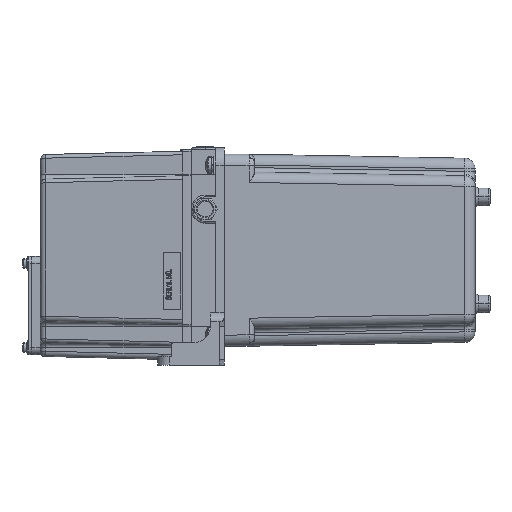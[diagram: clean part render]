
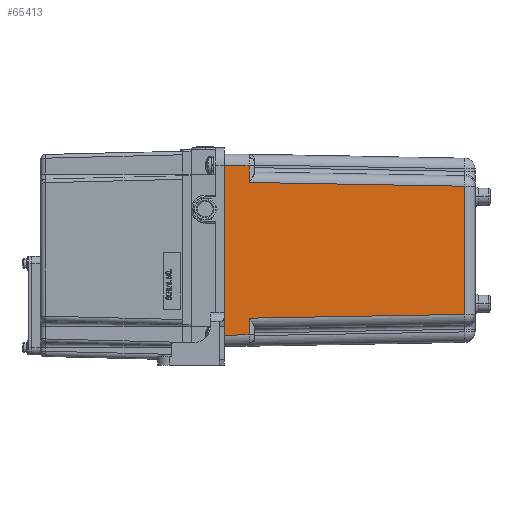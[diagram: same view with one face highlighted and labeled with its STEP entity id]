
A CAD part, left-side view. The second image highlights one B-rep face of the part: STEP entity #65413.
In plain terms, the highlighted planar face has unit normal (-1, -0.018, 0).
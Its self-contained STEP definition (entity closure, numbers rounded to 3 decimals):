
#731 = VERTEX_POINT ( 'NONE', #69118 ) ;
#1262 = VERTEX_POINT ( 'NONE', #29171 ) ;
#2413 = VECTOR ( 'NONE', #35223, 1000. ) ;
#4141 = DIRECTION ( 'NONE',  ( -0.017, 1., 0. ) ) ;
#4901 = FACE_OUTER_BOUND ( 'NONE', #37914, .T. ) ;
#5049 = VECTOR ( 'NONE', #46595, 1000. ) ;
#6125 = LINE ( 'NONE', #64630, #2413 ) ;
#8641 = VERTEX_POINT ( 'NONE', #23227 ) ;
#12410 = VECTOR ( 'NONE', #66747, 1000. ) ;
#14755 = CARTESIAN_POINT ( 'NONE',  ( 2.532, -178.806, -10.031 ) ) ;
#14858 = CARTESIAN_POINT ( 'NONE',  ( 2.5, -177., -113.5 ) ) ;
#15213 = VECTOR ( 'NONE', #45383, 1000. ) ;
#16226 = CARTESIAN_POINT ( 'NONE',  ( 2.5, -177., -113.5 ) ) ;
#16772 = ORIENTED_EDGE ( 'NONE', *, *, #31485, .T. ) ;
#18073 = CARTESIAN_POINT ( 'NONE',  ( 2.798, -194.052, -113.5 ) ) ;
#18621 = CARTESIAN_POINT ( 'NONE',  ( 2.529, -178.64, -19.528 ) ) ;
#23227 = CARTESIAN_POINT ( 'NONE',  ( 2.798, -194.052, -19.797 ) ) ;
#23974 = CARTESIAN_POINT ( 'NONE',  ( 2.5, -177., -107.001 ) ) ;
#24780 = EDGE_CURVE ( 'NONE', #49565, #52674, #56232, .T. ) ;
#25208 = LINE ( 'NONE', #14755, #56638 ) ;
#28893 = LINE ( 'NONE', #35441, #5049 ) ;
#28948 = EDGE_CURVE ( 'NONE', #8641, #43341, #30996, .T. ) ;
#29019 = DIRECTION ( 'NONE',  ( -1., -0.017, 0. ) ) ;
#29171 = CARTESIAN_POINT ( 'NONE',  ( 2.5, -177., -9.999 ) ) ;
#30221 = EDGE_CURVE ( 'NONE', #43341, #1262, #25208, .T. ) ;
#30996 = LINE ( 'NONE', #18073, #53169 ) ;
#31094 = ORIENTED_EDGE ( 'NONE', *, *, #48333, .T. ) ;
#31485 = EDGE_CURVE ( 'NONE', #52388, #731, #28893, .T. ) ;
#31877 = ORIENTED_EDGE ( 'NONE', *, *, #73545, .T. ) ;
#32446 = CARTESIAN_POINT ( 'NONE',  ( 2.798, -194.052, -10.297 ) ) ;
#35223 = DIRECTION ( 'NONE',  ( 0.017, -1., 0.017 ) ) ;
#35307 = DIRECTION ( 'NONE',  ( 0., 0., 1. ) ) ;
#35441 = CARTESIAN_POINT ( 'NONE',  ( 2.798, -194.052, -113.5 ) ) ;
#37082 = ORIENTED_EDGE ( 'NONE', *, *, #24780, .T. ) ;
#37914 = EDGE_LOOP ( 'NONE', ( #31094, #16772, #31877, #37082, #64787, #64190, #68921, #71865 ) ) ;
#38360 = VERTEX_POINT ( 'NONE', #23974 ) ;
#38568 = PLANE ( 'NONE',  #65597 ) ;
#40908 = LINE ( 'NONE', #18621, #12410 ) ;
#41071 = EDGE_CURVE ( 'NONE', #1262, #38360, #69720, .T. ) ;
#42014 = VECTOR ( 'NONE', #44167, 1000. ) ;
#43341 = VERTEX_POINT ( 'NONE', #32446 ) ;
#44167 = DIRECTION ( 'NONE',  ( 0., 0., -1. ) ) ;
#45383 = DIRECTION ( 'NONE',  ( 0.017, -1., 0.017 ) ) ;
#46595 = DIRECTION ( 'NONE',  ( 0., 0., 1. ) ) ;
#48333 = EDGE_CURVE ( 'NONE', #38360, #52388, #67816, .T. ) ;
#49565 = VERTEX_POINT ( 'NONE', #63046 ) ;
#52388 = VERTEX_POINT ( 'NONE', #61937 ) ;
#52674 = VERTEX_POINT ( 'NONE', #59507 ) ;
#53169 = VECTOR ( 'NONE', #35307, 1000. ) ;
#55921 = DIRECTION ( 'NONE',  ( -0.017, 1., 0.017 ) ) ;
#56232 = LINE ( 'NONE', #56643, #71755 ) ;
#56638 = VECTOR ( 'NONE', #55921, 1000. ) ;
#56643 = CARTESIAN_POINT ( 'NONE',  ( 4.946, -317.105, -16.048 ) ) ;
#56991 = CARTESIAN_POINT ( 'NONE',  ( 2.498, -176.887, -107.003 ) ) ;
#59507 = CARTESIAN_POINT ( 'NONE',  ( 4.946, -317.105, -21.945 ) ) ;
#61937 = CARTESIAN_POINT ( 'NONE',  ( 2.798, -194.052, -106.703 ) ) ;
#62549 = DIRECTION ( 'NONE',  ( 0., 0., 1. ) ) ;
#63046 = CARTESIAN_POINT ( 'NONE',  ( 4.946, -317.105, -95.055 ) ) ;
#64190 = ORIENTED_EDGE ( 'NONE', *, *, #28948, .T. ) ;
#64630 = CARTESIAN_POINT ( 'NONE',  ( 2.495, -176.721, -97.506 ) ) ;
#64787 = ORIENTED_EDGE ( 'NONE', *, *, #75100, .T. ) ;
#65413 = ADVANCED_FACE ( 'NONE', ( #4901 ), #38568, .T. ) ;
#65597 = AXIS2_PLACEMENT_3D ( 'NONE', #16226, #29019, #4141 ) ;
#66747 = DIRECTION ( 'NONE',  ( -0.017, 1., 0.017 ) ) ;
#67816 = LINE ( 'NONE', #56991, #15213 ) ;
#68921 = ORIENTED_EDGE ( 'NONE', *, *, #30221, .T. ) ;
#69118 = CARTESIAN_POINT ( 'NONE',  ( 2.798, -194.052, -97.203 ) ) ;
#69720 = LINE ( 'NONE', #14858, #42014 ) ;
#71755 = VECTOR ( 'NONE', #62549, 1000. ) ;
#71865 = ORIENTED_EDGE ( 'NONE', *, *, #41071, .T. ) ;
#73545 = EDGE_CURVE ( 'NONE', #731, #49565, #6125, .T. ) ;
#75100 = EDGE_CURVE ( 'NONE', #52674, #8641, #40908, .T. ) ;
